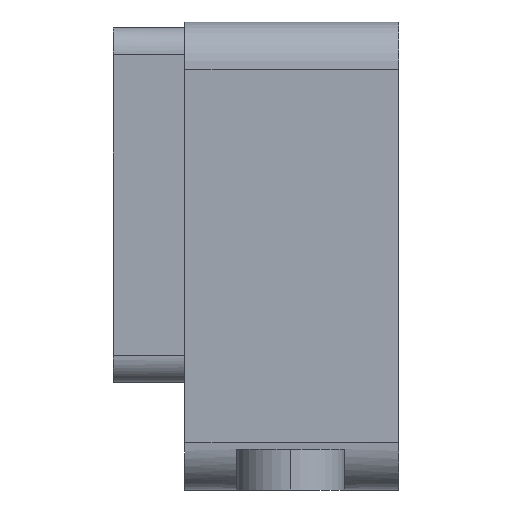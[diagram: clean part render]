
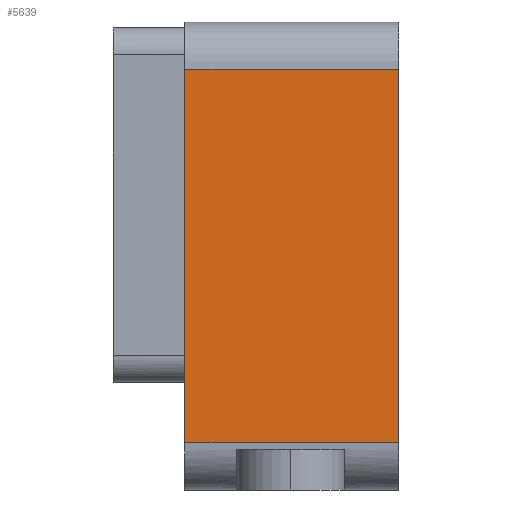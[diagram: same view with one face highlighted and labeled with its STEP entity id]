
A CAD part, left-side view. The second image highlights one B-rep face of the part: STEP entity #5639.
In plain terms, the highlighted planar face has unit normal (-1, 0, 0).
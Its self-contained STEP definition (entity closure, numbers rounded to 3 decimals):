
#65 = ORIENTED_EDGE ( 'NONE', *, *, #4532, .T. ) ;
#413 = CARTESIAN_POINT ( 'NONE',  ( -63.546, -3.25, -4.761 ) ) ;
#458 = LINE ( 'NONE', #516, #2348 ) ;
#516 = CARTESIAN_POINT ( 'NONE',  ( -63.546, 12.5, 0. ) ) ;
#730 = AXIS2_PLACEMENT_3D ( 'NONE', #413, #4587, #6097 ) ;
#792 = EDGE_CURVE ( 'NONE', #5573, #2487, #1712, .T. ) ;
#1101 = DIRECTION ( 'NONE',  ( 0., 1., 0. ) ) ;
#1160 = ORIENTED_EDGE ( 'NONE', *, *, #2482, .F. ) ;
#1308 = CARTESIAN_POINT ( 'NONE',  ( -63.546, 12.5, -3.261 ) ) ;
#1323 = LINE ( 'NONE', #2839, #4401 ) ;
#1454 = CARTESIAN_POINT ( 'NONE',  ( -63.546, -3.25, -3.261 ) ) ;
#1642 = VERTEX_POINT ( 'NONE', #3741 ) ;
#1712 = LINE ( 'NONE', #1454, #5218 ) ;
#1821 = DIRECTION ( 'NONE',  ( 0., 0., 1. ) ) ;
#1849 = ORIENTED_EDGE ( 'NONE', *, *, #4799, .T. ) ;
#1936 = DIRECTION ( 'NONE',  ( 0., 0., 1. ) ) ;
#2027 = VECTOR ( 'NONE', #1101, 1000. ) ;
#2348 = VECTOR ( 'NONE', #1936, 1000. ) ;
#2482 = EDGE_CURVE ( 'NONE', #5573, #3501, #458, .T. ) ;
#2487 = VERTEX_POINT ( 'NONE', #5156 ) ;
#2702 = FACE_OUTER_BOUND ( 'NONE', #5854, .T. ) ;
#2838 = ORIENTED_EDGE ( 'NONE', *, *, #792, .T. ) ;
#2839 = CARTESIAN_POINT ( 'NONE',  ( -63.546, -3.25, 0. ) ) ;
#3501 = VERTEX_POINT ( 'NONE', #5040 ) ;
#3741 = CARTESIAN_POINT ( 'NONE',  ( -63.546, -3.25, 24.239 ) ) ;
#4301 = DIRECTION ( 'NONE',  ( 0., -1., 0. ) ) ;
#4401 = VECTOR ( 'NONE', #1821, 1000. ) ;
#4532 = EDGE_CURVE ( 'NONE', #1642, #3501, #5334, .T. ) ;
#4587 = DIRECTION ( 'NONE',  ( -1., 0., 0. ) ) ;
#4678 = PLANE ( 'NONE',  #730 ) ;
#4799 = EDGE_CURVE ( 'NONE', #2487, #1642, #1323, .T. ) ;
#5040 = CARTESIAN_POINT ( 'NONE',  ( -63.546, 12.5, 24.239 ) ) ;
#5156 = CARTESIAN_POINT ( 'NONE',  ( -63.546, -3.25, -3.261 ) ) ;
#5218 = VECTOR ( 'NONE', #4301, 1000. ) ;
#5334 = LINE ( 'NONE', #5714, #2027 ) ;
#5573 = VERTEX_POINT ( 'NONE', #1308 ) ;
#5639 = ADVANCED_FACE ( 'NONE', ( #2702 ), #4678, .T. ) ;
#5714 = CARTESIAN_POINT ( 'NONE',  ( -63.546, -3.25, 24.239 ) ) ;
#5854 = EDGE_LOOP ( 'NONE', ( #1849, #65, #1160, #2838 ) ) ;
#6097 = DIRECTION ( 'NONE',  ( 0., 0., 1. ) ) ;
